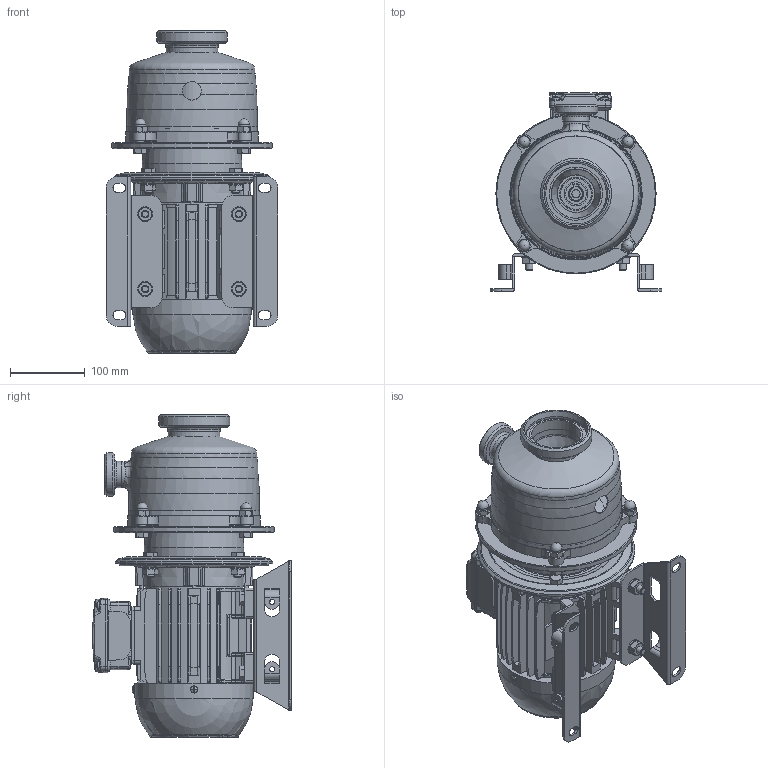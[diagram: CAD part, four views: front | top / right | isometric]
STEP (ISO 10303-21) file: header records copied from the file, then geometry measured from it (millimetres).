
FILE_DESCRIPTION(('STEP AP203'), '1');
FILE_NAME('Ýëåêòðîíàñîñíûé àãðåãàò ÎÍÖñ 6,3_20Ê5-1,5_2_1', '', ('UNSPECIFIED'), ('UNSPECIFIED'), 'ASCON STEP Converter 1.6', 'ASCON Math Kernel', '');
FILE_SCHEMA(('CONFIG_CONTROL_DESIGN'));
Length unit declared in the file: millimetre
Products named in the file (17): Ýëåêòðîíàñîñíûé àãðåãàò ÎÍÖñ 6,3_20Ê5-1,5_2; 80_TOP_FF; ﾘ琺矜; 砐鳱鍱 Dy32; Ãàéêà; Áîëò Ì10; 冓憵 6,3_20; 5.01.001; 21.02.000 捘;  21.02.001; 21.02.002
Assembly tree (44 placements, depth 3):
  Ýëåêòðîíàñîñíûé àãðåãàò ÎÍÖñ 6,3_20Ê5-1,5_2
    80_TOP_FF
    ﾘ琺矜  x9
    砐鳱鍱 Dy32
    Ãàéêà  x8
    Áîëò Ì10  x4
    冓憵 6,3_20  x2
    5.01.001
    (unnamed)
    (unnamed)
    21.02.000 捘
       21.02.001
      21.02.002
    (unnamed)  x4
    (unnamed)
    (unnamed)  x4
    (unnamed)  x4
Bounding box: 229.2 x 265.5 x 431.17 mm (x, y, z)
Volume: 874060.2 mm3; surface area: 868723 mm2
Topology: 43 solids, 44 shells, 2371 faces, 5800 edges, 3668 vertices
Faces by surface type: plane 1327, cylinder 482, cone 264, torus 175, bspline 104, sphere 19
Full cylindrical faces by diameter (mm): 5 x7, 6 x4, 6.7 x4, 8.5 x12, 8.647 x4, 9.5 x7, 10 x28, 10.265 x4, 11 x9, 12 x8, 15 x4, 18 x1, 18.6 x1, 19 x1, 19.95 x2, 20 x9, 25 x1, 28 x1, 30 x1, 32 x2, 34 x1, 35 x1, 36 x1, 43 x1, 46 x1, 50 x1, 50.2 x1, 53.2 x1, 58 x1, 66 x2
Entity records: 91137 total; most frequent: CARTESIAN_POINT 29174, ORIENTED_EDGE 9304, DIRECTION 8836, EDGE_CURVE 4652, VERTEX_POINT 3086, AXIS2_PLACEMENT_3D 3021, LINE 2794, VECTOR 2794
